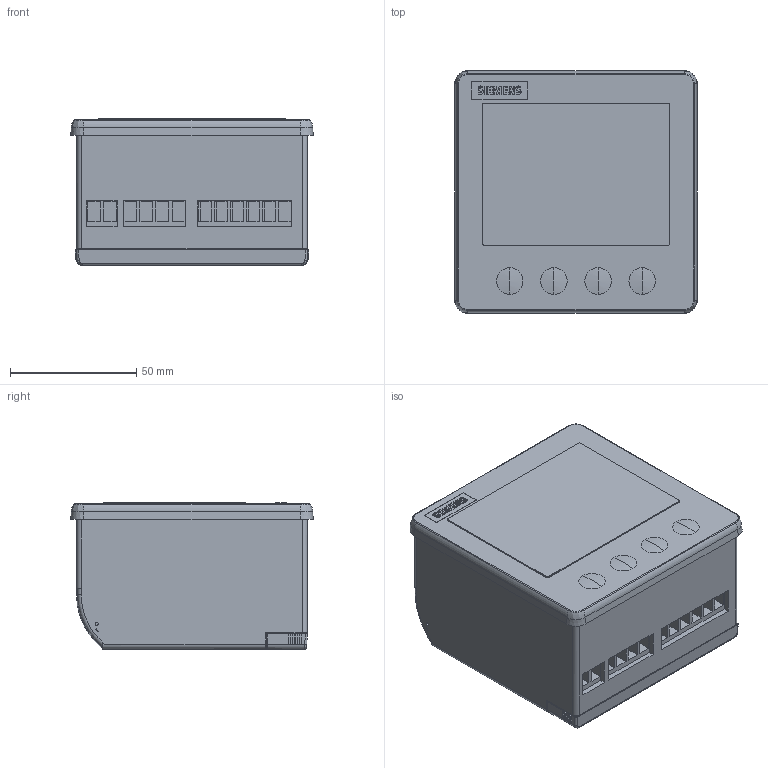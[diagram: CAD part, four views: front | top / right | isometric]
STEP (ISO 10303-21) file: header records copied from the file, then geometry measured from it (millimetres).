
FILE_DESCRIPTION (( 'STEP AP214' ), '1' );
FILE_NAME ('7KM4220-0BA01-1EA0_3D_v.stp', '2023-06-16T08:26:04', ( '' ), ( '' ), 'SwSTEP 2.0', 'SolidWorks 2022', '' );
FILE_SCHEMA (( 'AUTOMOTIVE_DESIGN' ));
Length unit declared in the file: millimetre
Products named in the file (5): cover2^7KM4220_3D_v(2)_7KM4220_3D_v; 7KM4220-0BA01-1EA0_3D_v; PAC^7KM4220_3D_v(2)_7KM4220_3D_v; 7KM4220_3D_v(2)^7KM4220_3D_v; cover^7KM4220_3D_v(2)_7KM4220_3D_v
Assembly tree (4 placements, depth 3):
  7KM4220-0BA01-1EA0_3D_v
    7KM4220_3D_v(2)^7KM4220_3D_v
      cover^7KM4220_3D_v(2)_7KM4220_3D_v
      cover2^7KM4220_3D_v(2)_7KM4220_3D_v
      PAC^7KM4220_3D_v(2)_7KM4220_3D_v
Bounding box: 96.13 x 96.16 x 58.02 mm (x, y, z)
Volume: 455855.1 mm3; surface area: 58653.9 mm2
Topology: 3 solids, 6 shells, 2996 faces, 8264 edges, 5459 vertices
Faces by surface type: plane 2172, bspline 403, cylinder 362, torus 34, cone 17, sphere 8
Entity records: 110337 total; most frequent: CARTESIAN_POINT 23547, ORIENTED_EDGE 16526, DIRECTION 13348, EDGE_CURVE 8263, LINE 6468, VECTOR 6468, VERTEX_POINT 5459, EDGE_LOOP 3454
